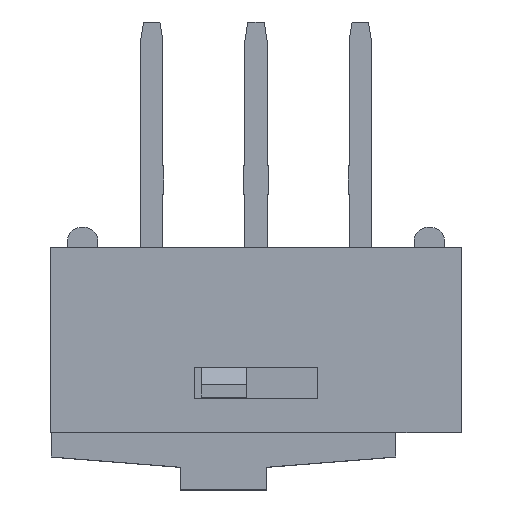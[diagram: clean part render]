
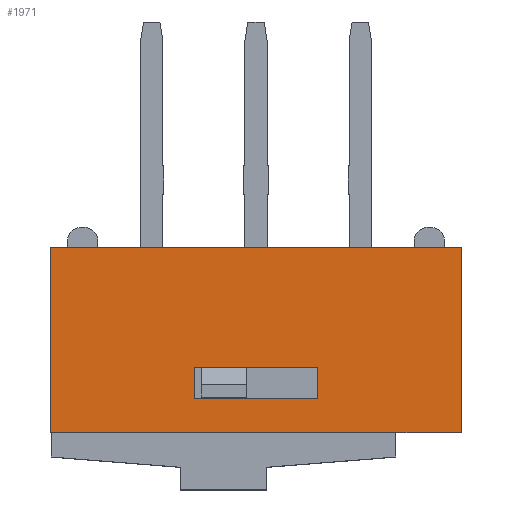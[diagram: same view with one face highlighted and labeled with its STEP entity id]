
A CAD part, top view. The second image highlights one B-rep face of the part: STEP entity #1971.
In plain terms, the highlighted planar face has unit normal (0, 0, 1).
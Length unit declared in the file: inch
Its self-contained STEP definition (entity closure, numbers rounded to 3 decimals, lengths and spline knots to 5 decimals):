
#36=FACE_BOUND('',#256,.T.);
#144=FACE_OUTER_BOUND('',#255,.T.);
#255=EDGE_LOOP('',(#1715,#1716,#1717,#1718,#1719,#1720));
#256=EDGE_LOOP('',(#1721,#1722,#1723,#1724));
#428=LINE('',#2933,#687);
#442=LINE('',#2960,#701);
#443=LINE('',#2965,#702);
#479=LINE('',#3042,#738);
#483=LINE('',#3050,#742);
#489=LINE('',#3061,#748);
#490=LINE('',#3063,#749);
#519=LINE('',#3140,#778);
#520=LINE('',#3142,#779);
#521=LINE('',#3143,#780);
#687=VECTOR('',#2391,0.3937);
#701=VECTOR('',#2417,0.3937);
#702=VECTOR('',#2422,0.3937);
#738=VECTOR('',#2488,0.3937);
#742=VECTOR('',#2496,0.3937);
#748=VECTOR('',#2508,0.3937);
#749=VECTOR('',#2511,0.3937);
#778=VECTOR('',#2586,0.3937);
#779=VECTOR('',#2587,0.3937);
#780=VECTOR('',#2588,0.3937);
#895=VERTEX_POINT('',#2930);
#896=VERTEX_POINT('',#2932);
#903=VERTEX_POINT('',#2958);
#905=VERTEX_POINT('',#2964);
#930=VERTEX_POINT('',#3039);
#931=VERTEX_POINT('',#3041);
#933=VERTEX_POINT('',#3049);
#935=VERTEX_POINT('',#3059);
#960=VERTEX_POINT('',#3139);
#961=VERTEX_POINT('',#3141);
#1124=EDGE_CURVE('',#896,#895,#428,.T.);
#1138=EDGE_CURVE('',#895,#903,#442,.T.);
#1140=EDGE_CURVE('',#905,#896,#443,.T.);
#1177=EDGE_CURVE('',#931,#930,#479,.T.);
#1181=EDGE_CURVE('',#933,#931,#483,.T.);
#1187=EDGE_CURVE('',#930,#935,#489,.T.);
#1188=EDGE_CURVE('',#935,#933,#490,.T.);
#1225=EDGE_CURVE('',#960,#905,#519,.T.);
#1226=EDGE_CURVE('',#903,#961,#520,.T.);
#1227=EDGE_CURVE('',#961,#960,#521,.T.);
#1715=ORIENTED_EDGE('',*,*,#1225,.T.);
#1716=ORIENTED_EDGE('',*,*,#1140,.T.);
#1717=ORIENTED_EDGE('',*,*,#1124,.T.);
#1718=ORIENTED_EDGE('',*,*,#1138,.T.);
#1719=ORIENTED_EDGE('',*,*,#1226,.T.);
#1720=ORIENTED_EDGE('',*,*,#1227,.T.);
#1721=ORIENTED_EDGE('',*,*,#1181,.T.);
#1722=ORIENTED_EDGE('',*,*,#1177,.T.);
#1723=ORIENTED_EDGE('',*,*,#1187,.T.);
#1724=ORIENTED_EDGE('',*,*,#1188,.T.);
#1866=PLANE('',#2106);
#1971=ADVANCED_FACE('',(#144,#36),#1866,.T.);
#2106=AXIS2_PLACEMENT_3D('',#3138,#2584,#2585);
#2391=DIRECTION('',(1.,0.,0.));
#2417=DIRECTION('',(1.,0.,0.));
#2422=DIRECTION('',(1.,0.,0.));
#2488=DIRECTION('',(-1.,0.,0.));
#2496=DIRECTION('',(0.,-1.,0.));
#2508=DIRECTION('',(0.,1.,0.));
#2511=DIRECTION('',(1.,0.,0.));
#2584=DIRECTION('center_axis',(0.,0.,
1.));
#2585=DIRECTION('ref_axis',(-1.,0.,0.));
#2586=DIRECTION('',(0.,-1.,0.));
#2587=DIRECTION('',(0.,1.,0.));
#2588=DIRECTION('',(-1.,0.,0.));
#2930=CARTESIAN_POINT('',(0.13425,-0.08858,0.04921));
#2932=CARTESIAN_POINT('',(-0.19646,-0.08858,0.04921));
#2933=CARTESIAN_POINT('',(0.19685,-0.08858,0.04921));
#2958=CARTESIAN_POINT('',(0.19685,-0.08858,0.04921));
#2960=CARTESIAN_POINT('',(0.19685,-0.08858,0.04921));
#2964=CARTESIAN_POINT('',(-0.19685,-0.08858,0.04921));
#2965=CARTESIAN_POINT('',(0.19685,-0.08858,0.04921));
#3039=CARTESIAN_POINT('',(-0.05906,-0.0563,0.04921));
#3041=CARTESIAN_POINT('',(0.05906,-0.0563,0.04921));
#3042=CARTESIAN_POINT('',(-0.02953,-0.0563,0.04921));
#3049=CARTESIAN_POINT('',(0.05906,-0.02677,0.04921));
#3050=CARTESIAN_POINT('',(0.05906,-0.02815,0.04921));
#3059=CARTESIAN_POINT('',(-0.05906,-0.02677,0.04921));
#3061=CARTESIAN_POINT('',(-0.05906,-0.01339,0.04921));
#3063=CARTESIAN_POINT('',(0.02953,-0.02677,0.04921));
#3138=CARTESIAN_POINT('Origin',(0.,0.,
0.04921));
#3139=CARTESIAN_POINT('',(-0.19685,0.08858,0.04921));
#3140=CARTESIAN_POINT('',(-0.19685,-0.08858,0.04921));
#3141=CARTESIAN_POINT('',(0.19685,0.08858,0.04921));
#3142=CARTESIAN_POINT('',(0.19685,0.08858,0.04921));
#3143=CARTESIAN_POINT('',(-0.19685,0.08858,0.04921));
